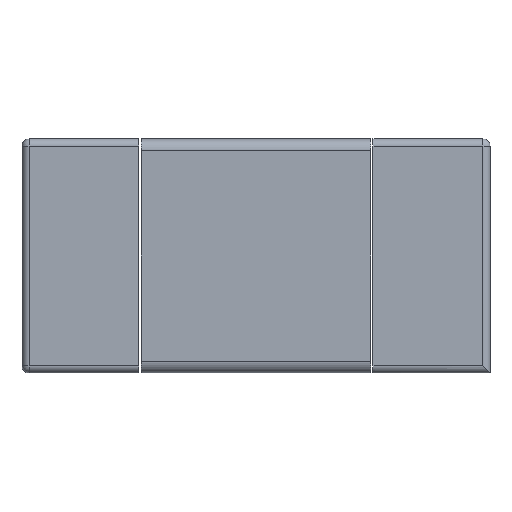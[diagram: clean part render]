
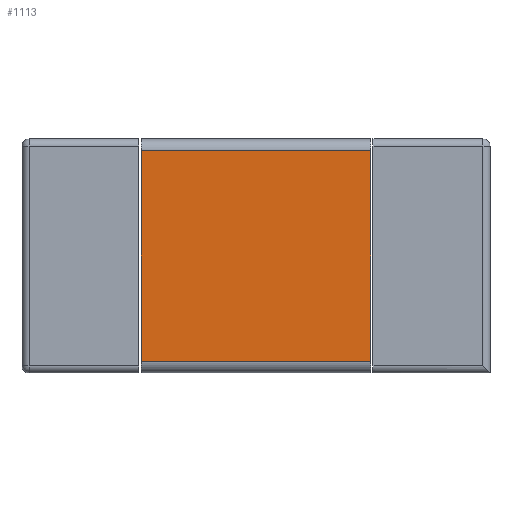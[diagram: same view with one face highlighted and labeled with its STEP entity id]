
A CAD part, front view. The second image highlights one B-rep face of the part: STEP entity #1113.
In plain terms, the highlighted planar face has unit normal (0, -1, 0).
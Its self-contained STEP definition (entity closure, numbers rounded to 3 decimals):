
#936=DIRECTION('',(1.,0.,0.));
#937=VECTOR('',#936,0.98);
#938=CARTESIAN_POINT('',(-0.49,0.,-0.45));
#939=LINE('',#938,#937);
#940=DIRECTION('',(0.,0.,-1.));
#941=VECTOR('',#940,0.9);
#942=CARTESIAN_POINT('',(-0.49,0.,0.45));
#943=LINE('',#942,#941);
#944=DIRECTION('',(-1.,0.,0.));
#945=VECTOR('',#944,0.98);
#946=CARTESIAN_POINT('',(0.49,0.,0.45));
#947=LINE('',#946,#945);
#948=DIRECTION('',(0.,0.,-1.));
#949=VECTOR('',#948,0.9);
#950=CARTESIAN_POINT('',(0.49,0.,0.45));
#951=LINE('',#950,#949);
#976=CARTESIAN_POINT('',(0.49,0.,-0.45));
#978=VERTEX_POINT('',#976);
#982=CARTESIAN_POINT('',(-0.49,0.,-0.45));
#983=VERTEX_POINT('',#982);
#992=CARTESIAN_POINT('',(-0.49,0.,0.45));
#994=VERTEX_POINT('',#992);
#998=CARTESIAN_POINT('',(0.49,0.,0.45));
#999=VERTEX_POINT('',#998);
#1101=CARTESIAN_POINT('',(0.,0.,0.));
#1102=DIRECTION('',(0.,1.,0.));
#1103=DIRECTION('',(1.,0.,0.));
#1104=AXIS2_PLACEMENT_3D('',#1101,#1102,#1103);
#1105=PLANE('',#1104);
#1106=ORIENTED_EDGE('',*,*,#1096,.F.);
#1107=ORIENTED_EDGE('',*,*,#1045,.F.);
#1109=ORIENTED_EDGE('',*,*,#1108,.F.);
#1110=ORIENTED_EDGE('',*,*,#1076,.T.);
#1111=EDGE_LOOP('',(#1106,#1107,#1109,#1110));
#1112=FACE_OUTER_BOUND('',#1111,.F.);
#1045=EDGE_CURVE('',#994,#983,#943,.T.);
#1076=EDGE_CURVE('',#999,#978,#951,.T.);
#1096=EDGE_CURVE('',#983,#978,#939,.T.);
#1108=EDGE_CURVE('',#999,#994,#947,.T.);
#1113=ADVANCED_FACE('',(#1112),#1105,.F.);
